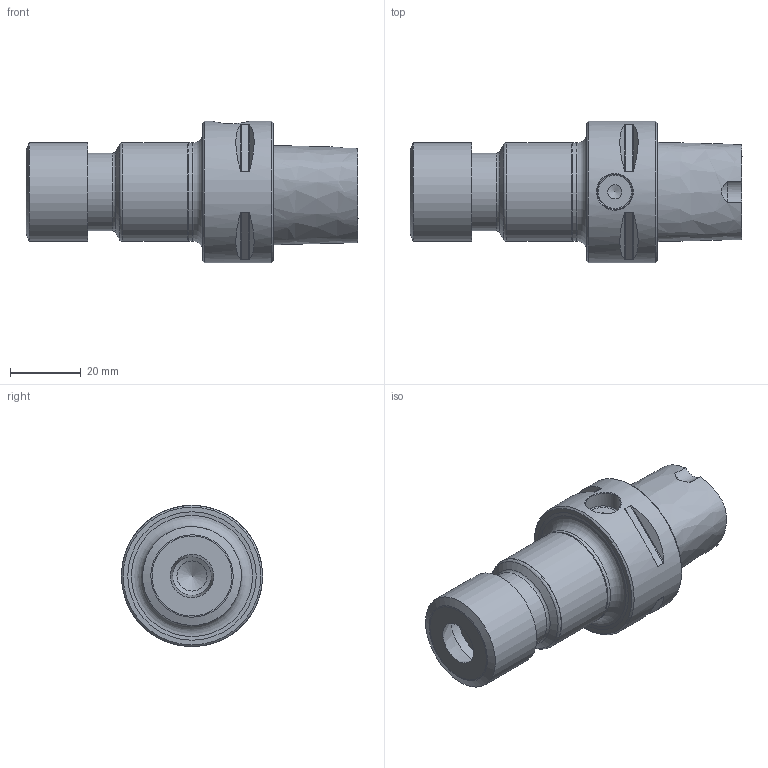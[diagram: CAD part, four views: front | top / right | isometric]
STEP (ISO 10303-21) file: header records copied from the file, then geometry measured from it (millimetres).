
FILE_DESCRIPTION(/* description */ (''),/* implementation_level */ '2;1');
FILE_NAME(/* name */ 'AC4-ER-16-070.stp',/* time_stamp */ '2024-11-19T17:59:23+03:00',/* author */ (''),/* organization */ (''),/* preprocessor_version */ 'ST-DEVELOPER v19.4',/* originating_system */ 'SIEMENS PLM Software NX2306.5001',/* authorisation */ '');
FILE_SCHEMA (('AUTOMOTIVE_DESIGN { 1 0 10303 214 3 1 1 1 }'));
Length unit declared in the file: millimetre
Products named in the file (1): AC4-ER-16-070-light_objects
Bounding box: 94 x 40 x 40 mm (x, y, z)
Volume: 60530.2 mm3; surface area: 13775.3 mm2
Topology: 1 solids, 1 shells, 58 faces, 129 edges, 81 vertices
Faces by surface type: plane 19, cylinder 19, cone 13, torus 5, bspline 2
Full cylindrical faces by diameter (mm): 4 x1, 8.5 x1, 10 x1, 11 x1, 20.5 x1, 22 x1, 27.8 x1, 28 x2, 40 x1
Entity records: 2080 total; most frequent: CARTESIAN_POINT 956, DIRECTION 222, ORIENTED_EDGE 176, AXIS2_PLACEMENT_3D 99, EDGE_LOOP 96, EDGE_CURVE 88, FACE_BOUND 75, VERTEX_POINT 72
